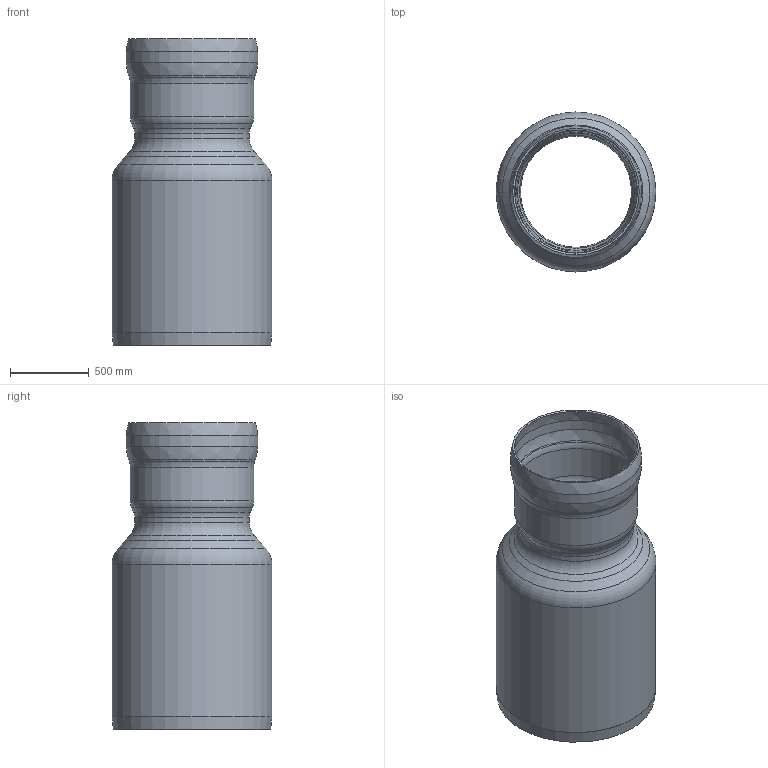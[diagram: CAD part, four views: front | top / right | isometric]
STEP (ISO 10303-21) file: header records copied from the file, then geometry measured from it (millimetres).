
FILE_DESCRIPTION(/* description */ (''),/* implementation_level */ '2;1');
FILE_NAME(/* name */ '5.600.CD0C_3D.stp',/* time_stamp */ '2024-12-11T11:54:50+01:00',/* author */ ('CAD'),/* organization */ (''),/* preprocessor_version */ 'ST-DEVELOPER v20',/* originating_system */ 'AutoCAD Mechanical',/* authorisation */ '');
FILE_SCHEMA (('AUTOMOTIVE_DESIGN { 1 0 10303 214 3 1 1 }'));
Length unit declared in the file: centimetre
Products named in the file (2): Product; *S0
Assembly tree (1 placements, depth 2):
  Product
    *S0
Bounding box: 1016 x 1016 x 1950 mm (x, y, z)
Volume: 68711317.3 mm3; surface area: 11582522.9 mm2
Topology: 2 solids, 2 shells, 38 faces, 109 edges, 72 vertices
Faces by surface type: cone 14, torus 12, cylinder 8, bspline 4
Full cylindrical faces by diameter (mm): 706 x1, 730 x1, 760 x1, 784 x1, 810 x1, 834 x1, 992 x1, 1016 x1
Entity records: 1454 total; most frequent: CARTESIAN_POINT 326, DIRECTION 269, ORIENTED_EDGE 216, AXIS2_PLACEMENT_3D 123, EDGE_CURVE 108, CIRCLE 86, VERTEX_POINT 70, FACE_OUTER_BOUND 38
